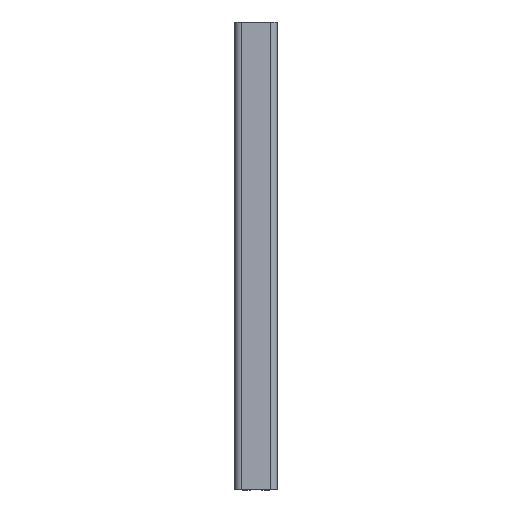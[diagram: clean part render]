
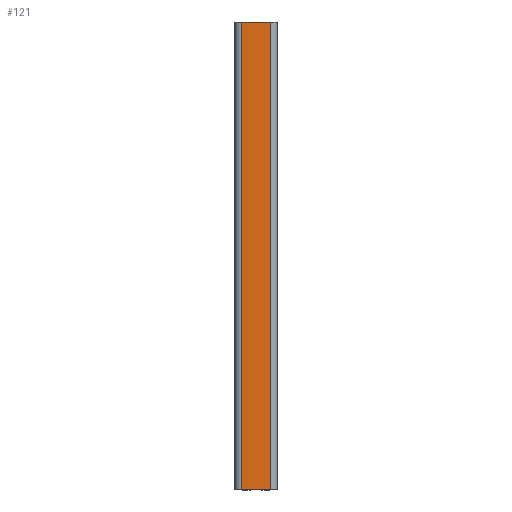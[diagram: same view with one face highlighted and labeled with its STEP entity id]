
A CAD part, top view. The second image highlights one B-rep face of the part: STEP entity #121.
In plain terms, the highlighted face is planar.
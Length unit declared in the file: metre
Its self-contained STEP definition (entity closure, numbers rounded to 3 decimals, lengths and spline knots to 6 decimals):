
#121=ADVANCED_FACE('',(#233),#234,.F.);
#233=FACE_OUTER_BOUND('',#337,.T.);
#234=PLANE('',#338);
#337=EDGE_LOOP('',(#553,#554,#555,#556));
#338=AXIS2_PLACEMENT_3D('',#557,#558,#559);
#553=ORIENTED_EDGE('',*,*,#731,.T.);
#554=ORIENTED_EDGE('',*,*,#749,.F.);
#555=ORIENTED_EDGE('',*,*,#750,.F.);
#556=ORIENTED_EDGE('',*,*,#743,.T.);
#557=CARTESIAN_POINT('',(-0.0029,-0.1015,1.));
#558=DIRECTION('',(0.,1.,0.));
#559=DIRECTION('',(1.,0.,0.));
#731=EDGE_CURVE('',#890,#888,#891,.T.);
#743=EDGE_CURVE('',#907,#890,#908,.T.);
#749=EDGE_CURVE('',#915,#888,#916,.T.);
#750=EDGE_CURVE('',#907,#915,#917,.T.);
#888=VERTEX_POINT('',#1100);
#890=VERTEX_POINT('',#1102);
#891=LINE('',#1103,#1104);
#907=VERTEX_POINT('',#1124);
#908=LINE('',#1125,#1126);
#915=VERTEX_POINT('',#1135);
#916=LINE('',#1136,#1137);
#917=LINE('',#1138,#1139);
#1100=CARTESIAN_POINT('',(0.0601,-0.1015,0.));
#1102=CARTESIAN_POINT('',(-0.0029,-0.1015,0.));
#1103=CARTESIAN_POINT('',(-0.0029,-0.1015,0.));
#1104=VECTOR('',#1261,1.);
#1124=CARTESIAN_POINT('',(-0.0029,-0.1015,1.));
#1125=CARTESIAN_POINT('',(-0.0029,-0.1015,1.));
#1126=VECTOR('',#1278,1.);
#1135=CARTESIAN_POINT('',(0.0601,-0.1015,1.));
#1136=CARTESIAN_POINT('',(0.0601,-0.1015,1.));
#1137=VECTOR('',#1284,1.);
#1138=CARTESIAN_POINT('',(-0.0029,-0.1015,1.));
#1139=VECTOR('',#1285,1.);
#1261=DIRECTION('',(1.,0.,0.));
#1278=DIRECTION('',(0.,0.,-1.));
#1284=DIRECTION('',(0.,0.,-1.));
#1285=DIRECTION('',(1.,0.,0.));
